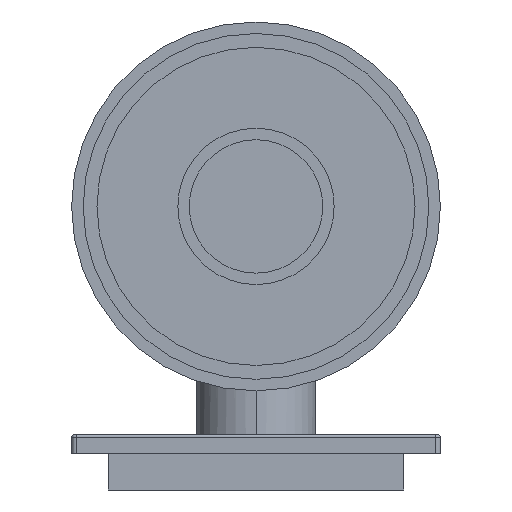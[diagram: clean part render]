
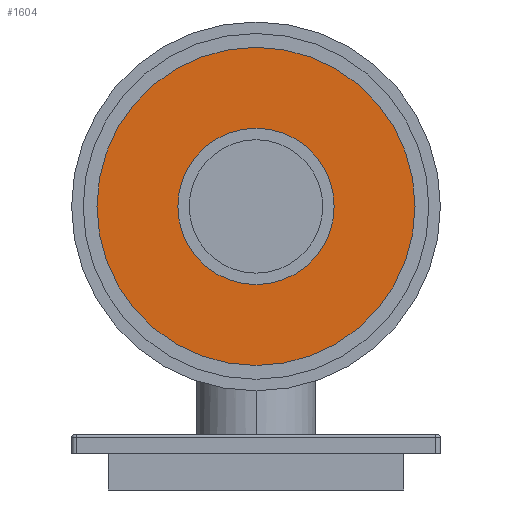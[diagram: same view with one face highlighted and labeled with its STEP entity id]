
A CAD part, left-side view. The second image highlights one B-rep face of the part: STEP entity #1604.
In plain terms, the highlighted planar face has unit normal (-1, 0, 0).
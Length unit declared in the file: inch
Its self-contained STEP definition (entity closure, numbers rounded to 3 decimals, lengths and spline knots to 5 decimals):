
#348=CARTESIAN_POINT('',(-1.9525,0.,2.3996));
#349=DIRECTION('',(-1.,0.,0.));
#350=DIRECTION('',(0.,-1.,0.));
#351=AXIS2_PLACEMENT_3D('',#348,#349,#350);
#353=CARTESIAN_POINT('',(-1.9525,0.,2.3996));
#354=DIRECTION('',(-1.,0.,0.));
#355=DIRECTION('',(0.,1.,0.));
#356=AXIS2_PLACEMENT_3D('',#353,#354,#355);
#358=DIRECTION('',(0.,1.,0.));
#359=VECTOR('',#358,0.3);
#360=CARTESIAN_POINT('',(-1.9525,-0.15,1.7746));
#361=LINE('',#360,#359);
#370=DIRECTION('',(0.,0.,1.));
#371=VECTOR('',#370,0.05);
#372=CARTESIAN_POINT('',(-1.9525,0.15,1.7746));
#373=LINE('',#372,#371);
#374=DIRECTION('',(0.,1.,0.));
#375=VECTOR('',#374,0.3);
#376=CARTESIAN_POINT('',(-1.9525,-0.15,1.8246));
#377=LINE('',#376,#375);
#386=DIRECTION('',(0.,0.,1.));
#387=VECTOR('',#386,0.05);
#388=CARTESIAN_POINT('',(-1.9525,-0.15,1.7746));
#389=LINE('',#388,#387);
#482=CARTESIAN_POINT('',(-1.9525,0.,2.4596));
#483=DIRECTION('',(1.,0.,0.));
#484=DIRECTION('',(0.,0.,1.));
#485=AXIS2_PLACEMENT_3D('',#482,#483,#484);
#491=CARTESIAN_POINT('',(-1.9525,0.,2.4596));
#492=DIRECTION('',(1.,0.,0.));
#493=DIRECTION('',(0.,0.,-1.));
#494=AXIS2_PLACEMENT_3D('',#491,#492,#493);
#500=CARTESIAN_POINT('',(-1.9525,0.,2.3376));
#501=DIRECTION('',(1.,0.,0.));
#502=DIRECTION('',(0.,0.,1.));
#503=AXIS2_PLACEMENT_3D('',#500,#501,#502);
#509=CARTESIAN_POINT('',(-1.9525,0.,2.3376));
#510=DIRECTION('',(1.,0.,0.));
#511=DIRECTION('',(0.,0.,-1.));
#512=AXIS2_PLACEMENT_3D('',#509,#510,#511);
#1040=CARTESIAN_POINT('',(-1.9525,-0.15,1.7746));
#1041=CARTESIAN_POINT('',(-1.9525,0.15,1.7746));
#1042=VERTEX_POINT('',#1040);
#1043=VERTEX_POINT('',#1041);
#1044=CARTESIAN_POINT('',(-1.9525,-0.15,1.8246));
#1045=CARTESIAN_POINT('',(-1.9525,0.15,1.8246));
#1046=VERTEX_POINT('',#1044);
#1047=VERTEX_POINT('',#1045);
#1048=CARTESIAN_POINT('',(-1.9525,0.,2.5146));
#1049=CARTESIAN_POINT('',(-1.9525,0.,2.4046));
#1050=VERTEX_POINT('',#1048);
#1051=VERTEX_POINT('',#1049);
#1052=CARTESIAN_POINT('',(-1.9525,0.,2.3926));
#1053=CARTESIAN_POINT('',(-1.9525,0.,2.2826));
#1054=VERTEX_POINT('',#1052);
#1055=VERTEX_POINT('',#1053);
#1064=CARTESIAN_POINT('',(-1.9525,-1.35838,2.3996));
#1065=CARTESIAN_POINT('',(-1.9525,1.35838,2.3996));
#1066=VERTEX_POINT('',#1064);
#1067=VERTEX_POINT('',#1065);
#1572=CARTESIAN_POINT('',(-1.9525,0.,2.3996));
#1573=DIRECTION('',(-1.,0.,0.));
#1574=DIRECTION('',(0.,-1.,0.));
#1575=AXIS2_PLACEMENT_3D('',#1572,#1573,#1574);
#1576=PLANE('',#1575);
#1578=ORIENTED_EDGE('',*,*,#1577,.F.);
#1579=ORIENTED_EDGE('',*,*,#1562,.F.);
#1580=EDGE_LOOP('',(#1578,#1579));
#1581=FACE_OUTER_BOUND('',#1580,.F.);
#1583=ORIENTED_EDGE('',*,*,#1582,.F.);
#1585=ORIENTED_EDGE('',*,*,#1584,.T.);
#1587=ORIENTED_EDGE('',*,*,#1586,.T.);
#1589=ORIENTED_EDGE('',*,*,#1588,.F.);
#1590=EDGE_LOOP('',(#1583,#1585,#1587,#1589));
#1591=FACE_BOUND('',#1590,.F.);
#1593=ORIENTED_EDGE('',*,*,#1592,.F.);
#1595=ORIENTED_EDGE('',*,*,#1594,.F.);
#1596=EDGE_LOOP('',(#1593,#1595));
#1597=FACE_BOUND('',#1596,.F.);
#1599=ORIENTED_EDGE('',*,*,#1598,.F.);
#1601=ORIENTED_EDGE('',*,*,#1600,.F.);
#1602=EDGE_LOOP('',(#1599,#1601));
#1603=FACE_BOUND('',#1602,.F.);
#1604=ADVANCED_FACE('',(#1581,#1591,#1597,#1603),#1576,.T.);
#352=CIRCLE('',#351,1.35838);
#357=CIRCLE('',#356,1.35838);
#486=CIRCLE('',#485,0.055);
#495=CIRCLE('',#494,0.055);
#504=CIRCLE('',#503,0.055);
#513=CIRCLE('',#512,0.055);
#1562=EDGE_CURVE('',#1067,#1066,#357,.T.);
#1577=EDGE_CURVE('',#1066,#1067,#352,.T.);
#1582=EDGE_CURVE('',#1042,#1043,#361,.T.);
#1584=EDGE_CURVE('',#1042,#1046,#389,.T.);
#1586=EDGE_CURVE('',#1046,#1047,#377,.T.);
#1588=EDGE_CURVE('',#1043,#1047,#373,.T.);
#1592=EDGE_CURVE('',#1050,#1051,#486,.T.);
#1594=EDGE_CURVE('',#1051,#1050,#495,.T.);
#1598=EDGE_CURVE('',#1054,#1055,#504,.T.);
#1600=EDGE_CURVE('',#1055,#1054,#513,.T.);
